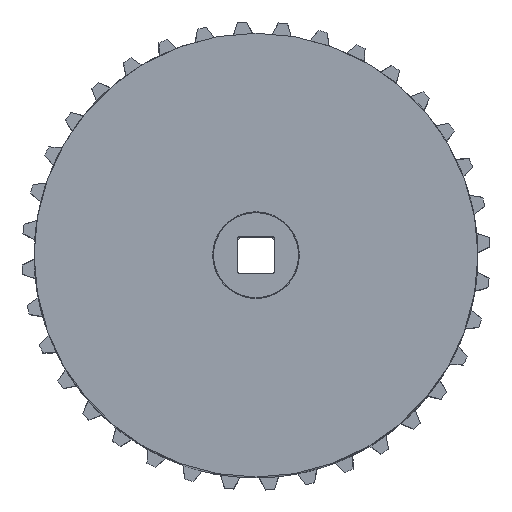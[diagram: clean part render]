
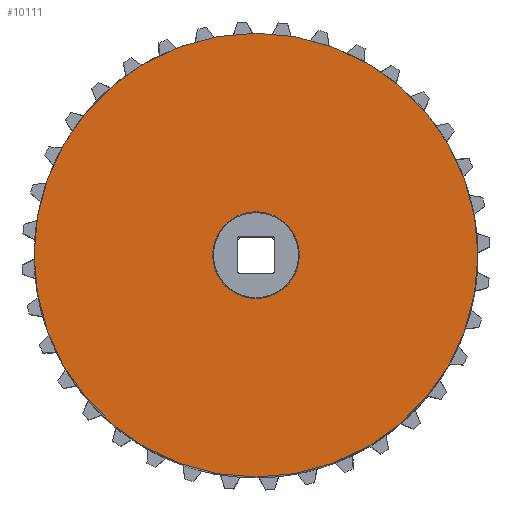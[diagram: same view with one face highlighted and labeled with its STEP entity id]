
A CAD part, top view. The second image highlights one B-rep face of the part: STEP entity #10111.
In plain terms, the highlighted planar face has unit normal (0, 0, 1).
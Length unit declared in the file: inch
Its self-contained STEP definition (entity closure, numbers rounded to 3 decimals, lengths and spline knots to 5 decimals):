
#371=FACE_BOUND('',#2312,.T.);
#1689=FACE_OUTER_BOUND('',#2311,.T.);
#2311=EDGE_LOOP('',(#7199,#7200));
#2312=EDGE_LOOP('',(#7201,#7202));
#2895=CIRCLE('',#10767,0.75034);
#2896=CIRCLE('',#10768,0.75034);
#3200=CIRCLE('',#11113,0.14665);
#3201=CIRCLE('',#11114,0.14665);
#3959=VERTEX_POINT('',#14351);
#3960=VERTEX_POINT('',#14352);
#4401=VERTEX_POINT('',#16332);
#4402=VERTEX_POINT('',#16333);
#5021=EDGE_CURVE('',#3959,#3960,#2895,.T.);
#5022=EDGE_CURVE('',#3960,#3959,#2896,.T.);
#5510=EDGE_CURVE('',#4401,#4402,#3200,.T.);
#5511=EDGE_CURVE('',#4402,#4401,#3201,.T.);
#7199=ORIENTED_EDGE('',*,*,#5021,.T.);
#7200=ORIENTED_EDGE('',*,*,#5022,.T.);
#7201=ORIENTED_EDGE('',*,*,#5510,.T.);
#7202=ORIENTED_EDGE('',*,*,#5511,.T.);
#9923=PLANE('',#11112);
#10111=ADVANCED_FACE('',(#1689,#371),#9923,.T.);
#10767=AXIS2_PLACEMENT_3D('',#14353,#11782,#11783);
#10768=AXIS2_PLACEMENT_3D('',#14354,#11784,#11785);
#11112=AXIS2_PLACEMENT_3D('',#16331,#12516,#12517);
#11113=AXIS2_PLACEMENT_3D('',#16334,#12518,#12519);
#11114=AXIS2_PLACEMENT_3D('',#16335,#12520,#12521);
#11782=DIRECTION('center_axis',(0.,0.,1.));
#11783=DIRECTION('ref_axis',(1.,0.,0.));
#11784=DIRECTION('center_axis',(0.,0.,1.));
#11785=DIRECTION('ref_axis',(1.,0.,0.));
#12516=DIRECTION('center_axis',(0.,0.,1.));
#12517=DIRECTION('ref_axis',(1.,0.,0.));
#12518=DIRECTION('center_axis',(0.,0.,-1.));
#12519=DIRECTION('ref_axis',(1.,0.,0.));
#12520=DIRECTION('center_axis',(0.,0.,-1.));
#12521=DIRECTION('ref_axis',(1.,0.,0.));
#14351=CARTESIAN_POINT('',(0.75034,0.,1.54614));
#14352=CARTESIAN_POINT('',(-0.75034,0.,1.54614));
#14353=CARTESIAN_POINT('Origin',(0.,0.,1.54614));
#14354=CARTESIAN_POINT('Origin',(0.,0.,1.54614));
#16331=CARTESIAN_POINT('Origin',(0.,0.,1.54614));
#16332=CARTESIAN_POINT('',(0.14665,0.,1.54614));
#16333=CARTESIAN_POINT('',(-0.14665,0.,1.54614));
#16334=CARTESIAN_POINT('Origin',(0.,0.,1.54614));
#16335=CARTESIAN_POINT('Origin',(0.,0.,1.54614));
